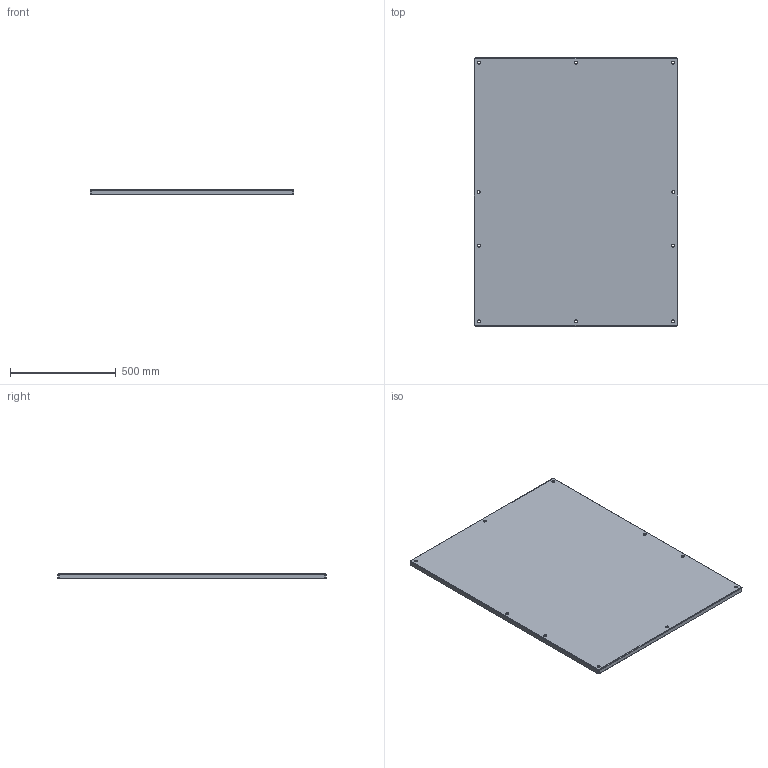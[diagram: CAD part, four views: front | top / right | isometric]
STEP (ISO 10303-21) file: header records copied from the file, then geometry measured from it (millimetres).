
FILE_DESCRIPTION((''),'2;1');
FILE_NAME('NPDD5442G.stp','2013-07-09T10:17:23',('svelu'),(''),'Autodesk Inventor 2012','Autodesk Inventor 2012','');
FILE_SCHEMA(('AUTOMOTIVE_DESIGN { 1 0 10303 214 1 1 1 1 }'));
Length unit declared in the file: inch
Products named in the file (1): NPDD4242G-NPDD7272G
Bounding box: 965.2 x 1270 x 22.23 mm (x, y, z)
Volume: 4139920.3 mm3; surface area: 2623890.8 mm2
Topology: 1 solids, 1 shells, 48 faces, 110 edges, 64 vertices
Faces by surface type: plane 22, cylinder 18, bspline 8
Full cylindrical faces by diameter (mm): 14.3 x10
Entity records: 1520 total; most frequent: CARTESIAN_POINT 461, ORIENTED_EDGE 200, DIRECTION 186, EDGE_CURVE 100, EDGE_LOOP 78, VERTEX_POINT 64, VECTOR 64, LINE 64
